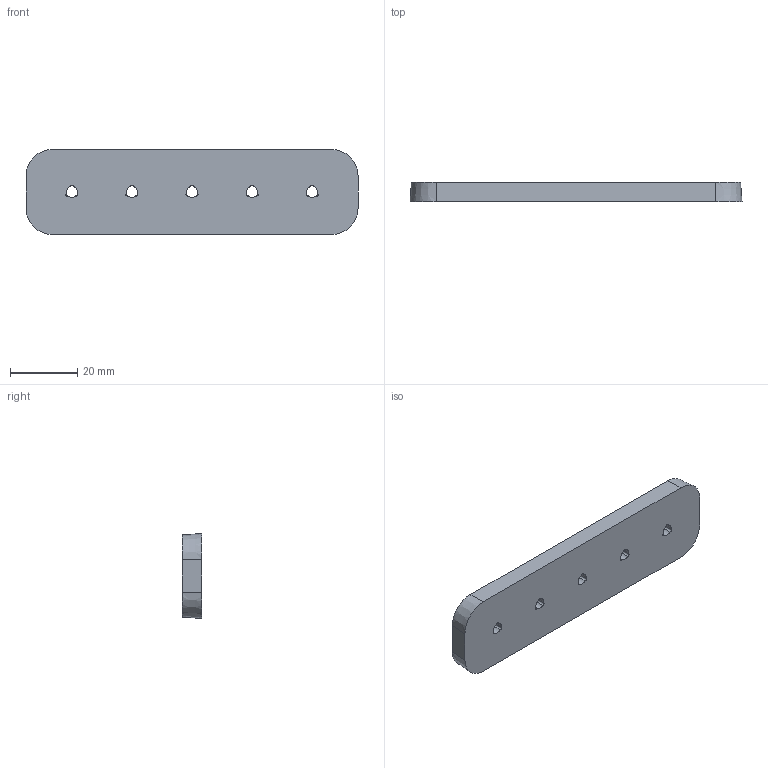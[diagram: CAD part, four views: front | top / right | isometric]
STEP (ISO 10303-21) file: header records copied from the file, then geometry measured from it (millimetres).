
FILE_DESCRIPTION(/* description */ (''),/* implementation_level */ '2;1');
FILE_NAME(/* name */ 'Soldering Iron Tip Holder v1.step',/* time_stamp */ '2024-09-04T00:55:15-07:00',/* author */ (''),/* organization */ (''),/* preprocessor_version */ 'ST-DEVELOPER v20',/* originating_system */ 'Autodesk Translation Framework v13.14.0.145',/* authorisation */ '');
FILE_SCHEMA (('AUTOMOTIVE_DESIGN { 1 0 10303 214 3 1 1 }'));
Length unit declared in the file: millimetre
Products named in the file (1): Soldering Iron Tip Holder
Bounding box: 98.4 x 5.7 x 25.2 mm (x, y, z)
Volume: 12940.2 mm3; surface area: 6292.4 mm2
Topology: 1 solids, 1 shells, 80 faces, 189 edges, 116 vertices
Faces by surface type: cone 39, cylinder 30, plane 11
Entity records: 2393 total; most frequent: CARTESIAN_POINT 476, DIRECTION 429, ORIENTED_EDGE 378, EDGE_CURVE 189, AXIS2_PLACEMENT_3D 189, VERTEX_POINT 116, CIRCLE 108, EDGE_LOOP 95
